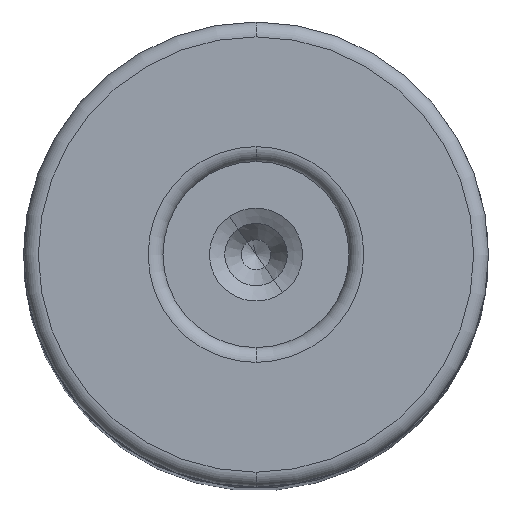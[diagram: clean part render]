
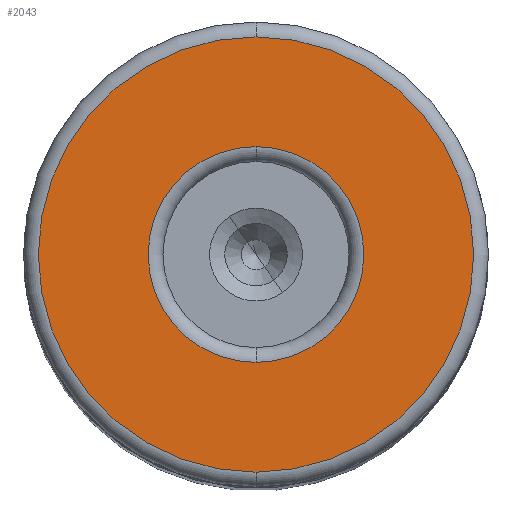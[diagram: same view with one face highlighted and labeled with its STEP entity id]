
A CAD part, top view. The second image highlights one B-rep face of the part: STEP entity #2043.
In plain terms, the highlighted planar face has unit normal (0, 0, 1).
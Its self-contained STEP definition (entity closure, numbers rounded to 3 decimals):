
#1592=CARTESIAN_POINT('',(0.,0.,119.75));
#1593=DIRECTION('',(0.,0.,1.));
#1594=DIRECTION('',(0.,1.,0.));
#1595=AXIS2_PLACEMENT_3D('',#1592,#1593,#1594);
#1616=CARTESIAN_POINT('',(0.,0.,119.75));
#1617=DIRECTION('',(0.,0.,-1.));
#1618=DIRECTION('',(0.,1.,0.));
#1619=AXIS2_PLACEMENT_3D('',#1616,#1617,#1618);
#1796=CARTESIAN_POINT('',(0.,0.,119.75));
#1797=DIRECTION('',(0.,0.,-1.));
#1798=DIRECTION('',(0.,1.,0.));
#1799=AXIS2_PLACEMENT_3D('',#1796,#1797,#1798);
#1804=CARTESIAN_POINT('',(0.,0.,119.75));
#1805=DIRECTION('',(0.,0.,1.));
#1806=DIRECTION('',(0.,1.,0.));
#1807=AXIS2_PLACEMENT_3D('',#1804,#1805,#1806);
#1812=CARTESIAN_POINT('',(0.,11.7,119.75));
#1814=VERTEX_POINT('',#1812);
#1826=CARTESIAN_POINT('',(0.,5.8,119.75));
#1827=VERTEX_POINT('',#1826);
#1828=CARTESIAN_POINT('',(0.,-11.7,119.75));
#1830=VERTEX_POINT('',#1828);
#1842=CARTESIAN_POINT('',(0.,-5.8,119.75));
#1843=VERTEX_POINT('',#1842);
#2030=CARTESIAN_POINT('',(0.,0.,119.75));
#2031=DIRECTION('',(0.,0.,1.));
#2032=DIRECTION('',(0.,-1.,0.));
#2033=AXIS2_PLACEMENT_3D('',#2030,#2031,#2032);
#2034=PLANE('',#2033);
#2035=ORIENTED_EDGE('',*,*,#1851,.F.);
#2036=ORIENTED_EDGE('',*,*,#1869,.T.);
#2037=EDGE_LOOP('',(#2035,#2036));
#2038=FACE_OUTER_BOUND('',#2037,.F.);
#2039=ORIENTED_EDGE('',*,*,#2023,.F.);
#2040=ORIENTED_EDGE('',*,*,#2012,.T.);
#2041=EDGE_LOOP('',(#2039,#2040));
#2042=FACE_BOUND('',#2041,.F.);
#1596=CIRCLE('',#1595,11.7);
#1620=CIRCLE('',#1619,11.7);
#1800=CIRCLE('',#1799,5.8);
#1808=CIRCLE('',#1807,5.8);
#1851=EDGE_CURVE('',#1814,#1830,#1596,.T.);
#1869=EDGE_CURVE('',#1814,#1830,#1620,.T.);
#2012=EDGE_CURVE('',#1827,#1843,#1808,.T.);
#2023=EDGE_CURVE('',#1827,#1843,#1800,.T.);
#2043=ADVANCED_FACE('',(#2038,#2042),#2034,.T.);
